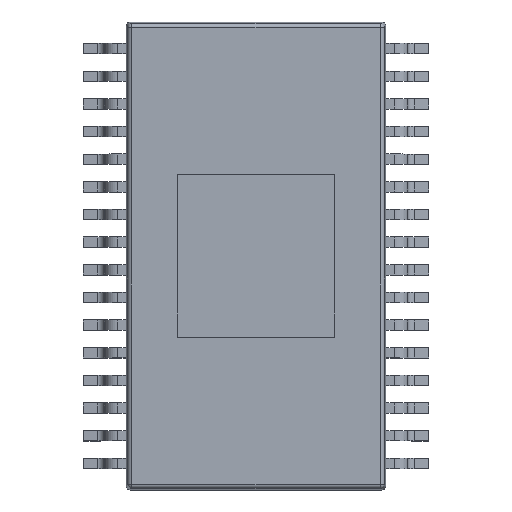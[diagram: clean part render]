
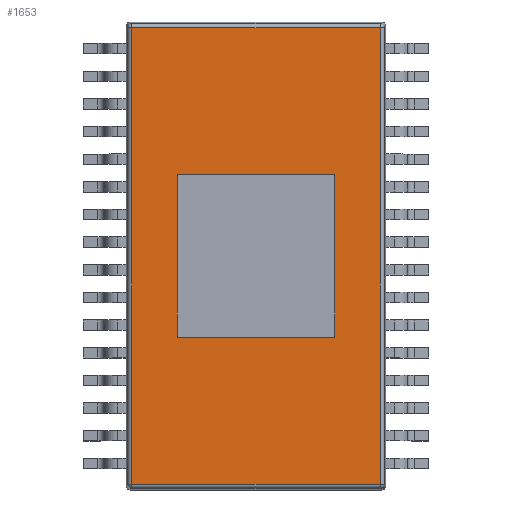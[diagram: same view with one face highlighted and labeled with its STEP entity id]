
A CAD part, top view. The second image highlights one B-rep face of the part: STEP entity #1653.
In plain terms, the highlighted face is planar.
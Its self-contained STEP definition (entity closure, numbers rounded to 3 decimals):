
#511=DIRECTION('',(-1.,0.,0.));
#512=VECTOR('',#511,10.731);
#513=CARTESIAN_POINT('',(5.365,0.375,-2.915));
#514=LINE('',#513,#512);
#525=DIRECTION('',(0.,0.,1.));
#526=VECTOR('',#525,3.71);
#527=CARTESIAN_POINT('',(-1.905,0.375,-1.855));
#528=LINE('',#527,#526);
#532=DIRECTION('',(1.,0.,0.));
#533=VECTOR('',#532,3.81);
#534=CARTESIAN_POINT('',(-1.905,0.375,1.855));
#535=LINE('',#534,#533);
#539=DIRECTION('',(0.,0.,-1.));
#540=VECTOR('',#539,3.71);
#541=CARTESIAN_POINT('',(1.905,0.375,1.855));
#542=LINE('',#541,#540);
#546=DIRECTION('',(-1.,0.,0.));
#547=VECTOR('',#546,3.81);
#548=CARTESIAN_POINT('',(1.905,0.375,-1.855));
#549=LINE('',#548,#547);
#553=DIRECTION('',(1.,0.,0.));
#554=VECTOR('',#553,10.731);
#555=CARTESIAN_POINT('',(-5.365,0.375,2.915));
#556=LINE('',#555,#554);
#1037=DIRECTION('',(0.,0.,1.));
#1038=VECTOR('',#1037,5.831);
#1039=CARTESIAN_POINT('',(-5.365,0.375,-2.915));
#1040=LINE('',#1039,#1038);
#1051=DIRECTION('',(0.,0.,-1.));
#1052=VECTOR('',#1051,5.831);
#1053=CARTESIAN_POINT('',(5.365,0.375,2.915));
#1054=LINE('',#1053,#1052);
#1145=CARTESIAN_POINT('',(5.365,0.375,2.915));
#1146=CARTESIAN_POINT('',(5.365,0.375,-2.915));
#1147=VERTEX_POINT('',#1145);
#1148=VERTEX_POINT('',#1146);
#1153=CARTESIAN_POINT('',(-5.365,0.375,-2.915));
#1154=VERTEX_POINT('',#1153);
#1159=CARTESIAN_POINT('',(-5.365,0.375,2.915));
#1160=VERTEX_POINT('',#1159);
#1265=CARTESIAN_POINT('',(-1.905,0.375,-1.855));
#1266=CARTESIAN_POINT('',(-1.905,0.375,1.855));
#1267=VERTEX_POINT('',#1265);
#1268=VERTEX_POINT('',#1266);
#1269=CARTESIAN_POINT('',(1.905,0.375,1.855));
#1270=VERTEX_POINT('',#1269);
#1271=CARTESIAN_POINT('',(1.905,0.375,-1.855));
#1272=VERTEX_POINT('',#1271);
#1629=CARTESIAN_POINT('',(0.,0.375,0.));
#1630=DIRECTION('',(0.,1.,0.));
#1631=DIRECTION('',(1.,0.,0.));
#1632=AXIS2_PLACEMENT_3D('',#1629,#1630,#1631);
#1633=PLANE('',#1632);
#1635=ORIENTED_EDGE('',*,*,#1634,.F.);
#1637=ORIENTED_EDGE('',*,*,#1636,.F.);
#1638=ORIENTED_EDGE('',*,*,#1620,.F.);
#1640=ORIENTED_EDGE('',*,*,#1639,.F.);
#1641=EDGE_LOOP('',(#1635,#1637,#1638,#1640));
#1642=FACE_OUTER_BOUND('',#1641,.F.);
#1644=ORIENTED_EDGE('',*,*,#1643,.T.);
#1646=ORIENTED_EDGE('',*,*,#1645,.T.);
#1648=ORIENTED_EDGE('',*,*,#1647,.T.);
#1650=ORIENTED_EDGE('',*,*,#1649,.T.);
#1651=EDGE_LOOP('',(#1644,#1646,#1648,#1650));
#1652=FACE_BOUND('',#1651,.F.);
#1620=EDGE_CURVE('',#1148,#1154,#514,.T.);
#1634=EDGE_CURVE('',#1160,#1147,#556,.T.);
#1636=EDGE_CURVE('',#1154,#1160,#1040,.T.);
#1639=EDGE_CURVE('',#1147,#1148,#1054,.T.);
#1643=EDGE_CURVE('',#1267,#1268,#528,.T.);
#1645=EDGE_CURVE('',#1268,#1270,#535,.T.);
#1647=EDGE_CURVE('',#1270,#1272,#542,.T.);
#1649=EDGE_CURVE('',#1272,#1267,#549,.T.);
#1653=ADVANCED_FACE('',(#1642,#1652),#1633,.T.);
